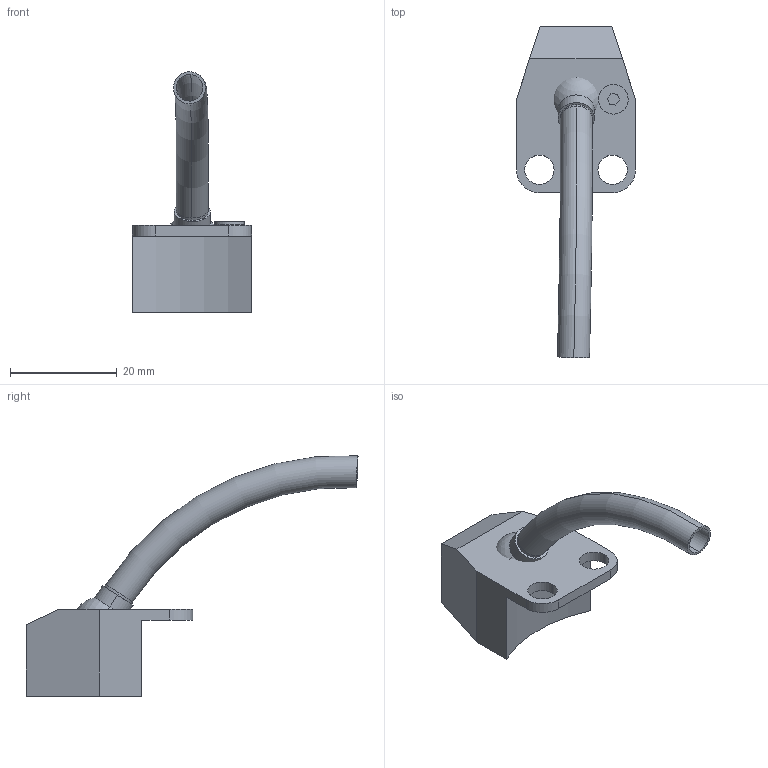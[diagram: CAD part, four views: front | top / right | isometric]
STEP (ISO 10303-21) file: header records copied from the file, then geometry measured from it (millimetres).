
FILE_DESCRIPTION (( 'STEP AP203' ), '1' );
FILE_NAME ('MBM-9.STEP', '2018-10-08T06:27:42', ( '' ), ( '' ), 'SwSTEP 2.0', 'SolidWorks 2018', '' );
FILE_SCHEMA (( 'CONFIG_CONTROL_DESIGN' ));
Length unit declared in the file: millimetre
Products named in the file (4): MBM-9; MSP-88_UTILIS Multidec Senkschraube; MBM-9_01; Riehetec-1_01
Assembly tree (3 placements, depth 2):
  MBM-9
    MBM-9_01
    Riehetec-1_01
    MSP-88_UTILIS Multidec Senkschraube
Bounding box: 22.3 x 62.16 x 45.02 mm (x, y, z)
Volume: 7420 mm3; surface area: 4963.9 mm2
Topology: 3 solids, 3 shells, 58 faces, 140 edges, 86 vertices
Faces by surface type: plane 27, cylinder 17, torus 6, cone 6, sphere 2
Entity records: 2069 total; most frequent: DIRECTION 323, CARTESIAN_POINT 280, ORIENTED_EDGE 266, EDGE_CURVE 133, AXIS2_PLACEMENT_3D 126, VERTEX_POINT 83, VECTOR 71, LINE 71
